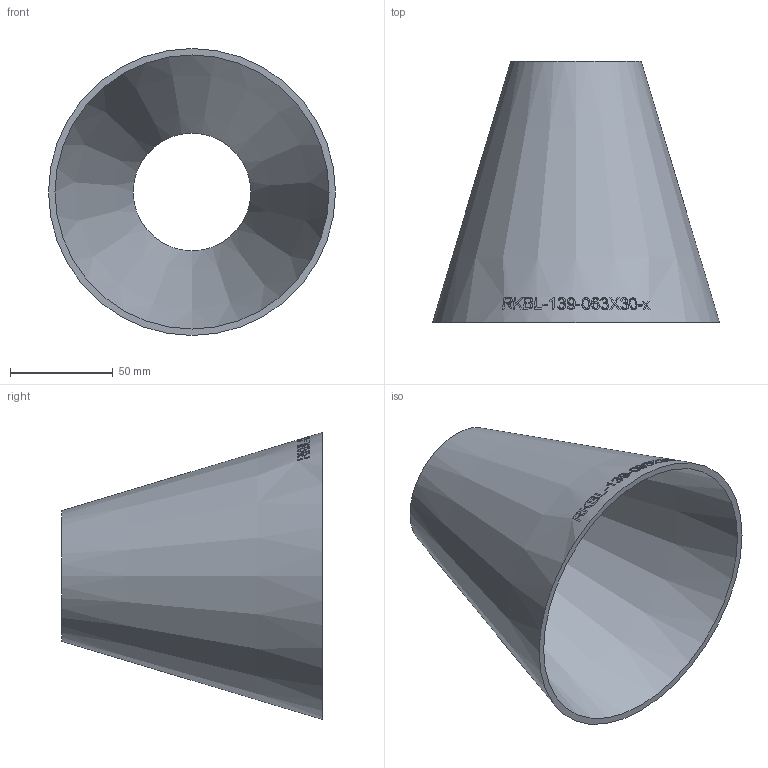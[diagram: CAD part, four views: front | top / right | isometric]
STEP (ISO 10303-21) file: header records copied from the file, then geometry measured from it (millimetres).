
FILE_DESCRIPTION (( 'STEP AP214' ), '1' );
FILE_NAME ('RKBL-139-063X30-x Reduzierung aus Blech ISO-sonstige 2006.STEP', '2020-06-29T15:08:15', ( '' ), ( '' ), 'SwSTEP 2.0', 'SolidWorks 2019', '' );
FILE_SCHEMA (( 'AUTOMOTIVE_DESIGN' ));
Length unit declared in the file: millimetre
Products named in the file (1): RKBL-139-063X30-x Reduzierung aus Blech ISO-sonstige 2006
Bounding box: 139.7 x 127 x 139.7 mm (x, y, z)
Volume: 123021.8 mm3; surface area: 83985.3 mm2
Topology: 1 solids, 1 shells, 235 faces, 627 edges, 418 vertices
Faces by surface type: bspline 207, cone 26, plane 2
Entity records: 34025 total; most frequent: CARTESIAN_POINT 27510, ORIENTED_EDGE 1250, EDGE_CURVE 625, B_SPLINE_CURVE_WITH_KNOTS 621, VERTEX_POINT 418, EDGE_LOOP 263, FACE_OUTER_BOUND 235, ADVANCED_FACE 235
